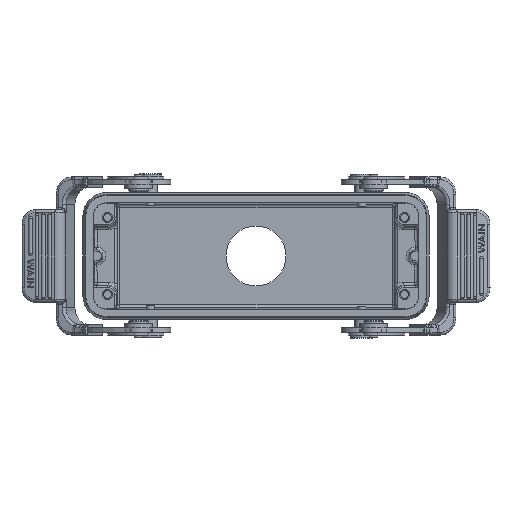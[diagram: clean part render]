
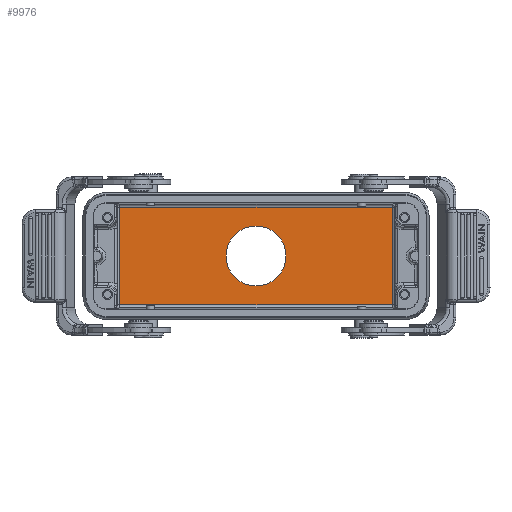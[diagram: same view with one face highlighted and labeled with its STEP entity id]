
A CAD part, front view. The second image highlights one B-rep face of the part: STEP entity #9976.
In plain terms, the highlighted planar face has unit normal (0, -1, 0).
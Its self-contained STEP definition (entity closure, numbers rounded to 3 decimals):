
#2875=LINE('',#58345,#5322);
#2877=LINE('',#58351,#5324);
#2878=LINE('',#58356,#5325);
#2911=LINE('',#58621,#5358);
#5322=VECTOR('',#40270,1.);
#5324=VECTOR('',#40276,1.);
#5325=VECTOR('',#40281,1.);
#5358=VECTOR('',#40420,1.);
#9976=ADVANCED_FACE('NONE',(#11348,#11349),#10884,.F.);
#10884=PLANE('',#32669);
#11348=FACE_BOUND('',#13342,.T.);
#11349=FACE_BOUND('',#13343,.T.);
#13342=EDGE_LOOP('',(#21656,#21657,#21658,#21659));
#13343=EDGE_LOOP('',(#21660));
#21656=ORIENTED_EDGE('',*,*,#28829,.F.);
#21657=ORIENTED_EDGE('',*,*,#28834,.F.);
#21658=ORIENTED_EDGE('',*,*,#28898,.T.);
#21659=ORIENTED_EDGE('',*,*,#28832,.F.);
#21660=ORIENTED_EDGE('',*,*,#28899,.T.);
#24530=VERTEX_POINT('',#57299);
#24534=VERTEX_POINT('',#57307);
#24651=VERTEX_POINT('',#58349);
#24652=VERTEX_POINT('',#58354);
#24682=VERTEX_POINT('',#58623);
#28829=EDGE_CURVE('NONE',#24534,#24530,#2875,.T.);
#28832=EDGE_CURVE('NONE',#24530,#24651,#2877,.T.);
#28834=EDGE_CURVE('NONE',#24652,#24534,#2878,.T.);
#28898=EDGE_CURVE('NONE',#24652,#24651,#2911,.T.);
#28899=EDGE_CURVE('NONE',#24682,#24682,#30027,.T.);
#30027=CIRCLE('',#32668,10.5);
#32668=AXIS2_PLACEMENT_3D('',#58622,#40421,#40422);
#32669=AXIS2_PLACEMENT_3D('',#58624,#40423,#40424);
#40270=DIRECTION('',(1.,0.,0.));
#40276=DIRECTION('',(0.,0.,-1.));
#40281=DIRECTION('',(0.,0.,1.));
#40420=DIRECTION('',(1.,0.,0.));
#40421=DIRECTION('',(0.,1.,0.));
#40422=DIRECTION('',(0.,0.,1.));
#40423=DIRECTION('',(0.,1.,0.));
#40424=DIRECTION('',(0.,0.,1.));
#57299=CARTESIAN_POINT('',(47.635,28.9,17.135));
#57307=CARTESIAN_POINT('',(-47.635,28.9,17.135));
#58345=CARTESIAN_POINT('',(0.,28.9,17.135));
#58349=CARTESIAN_POINT('',(47.635,28.9,-17.135));
#58351=CARTESIAN_POINT('',(47.635,28.9,0.));
#58354=CARTESIAN_POINT('',(-47.635,28.9,-17.135));
#58356=CARTESIAN_POINT('',(-47.635,28.9,0.));
#58621=CARTESIAN_POINT('',(0.,28.9,-17.135));
#58622=CARTESIAN_POINT('',(0.,28.9,0.));
#58623=CARTESIAN_POINT('',(0.,28.9,10.5));
#58624=CARTESIAN_POINT('',(0.,28.9,0.));
